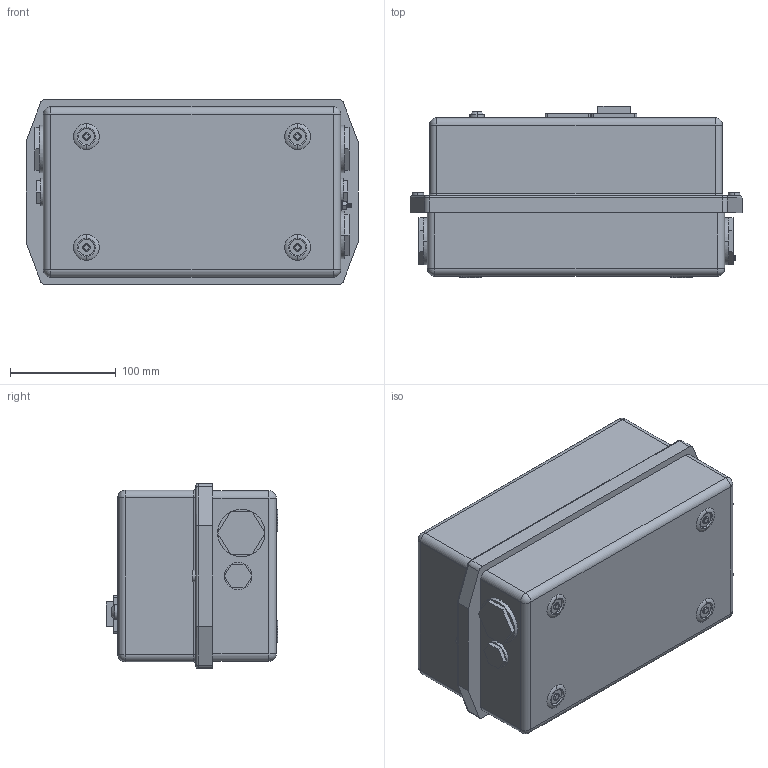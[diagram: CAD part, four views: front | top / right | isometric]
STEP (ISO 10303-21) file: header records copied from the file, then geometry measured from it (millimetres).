
FILE_DESCRIPTION (( 'STEP AP214' ), '1' );
FILE_NAME ('KKM36-050-I-380-00 Êîíòàêòîð ÊÌÈ35062 50À IP54 ñ èíäèê. Ue=400Â_ÀÑ3 ÈÝÊ.STEP', '2017-11-15T12:21:17', ( '' ), ( '' ), 'SwSTEP 2.0', 'SolidWorks 2014', '' );
FILE_SCHEMA (( 'AUTOMOTIVE_DESIGN' ));
Length unit declared in the file: millimetre
Products named in the file (1): KKM36-050-I-380-00 Êîíòàêòîð ÊÌÈ35062 50À IP54 ñ èíäèê. Ue=400Â_ÀÑ3 ÈÝÊ
Bounding box: 314.5 x 162.5 x 175.5 mm (x, y, z)
Volume: 6966069.2 mm3; surface area: 241467.3 mm2
Topology: 1 solids, 1 shells, 303 faces, 672 edges, 393 vertices
Faces by surface type: plane 160, cylinder 96, torus 35, sphere 8, cone 2, bspline 2
Entity records: 9769 total; most frequent: CARTESIAN_POINT 3036, DIRECTION 1485, ORIENTED_EDGE 1328, EDGE_CURVE 664, AXIS2_PLACEMENT_3D 560, VERTEX_POINT 393, LINE 365, VECTOR 365
